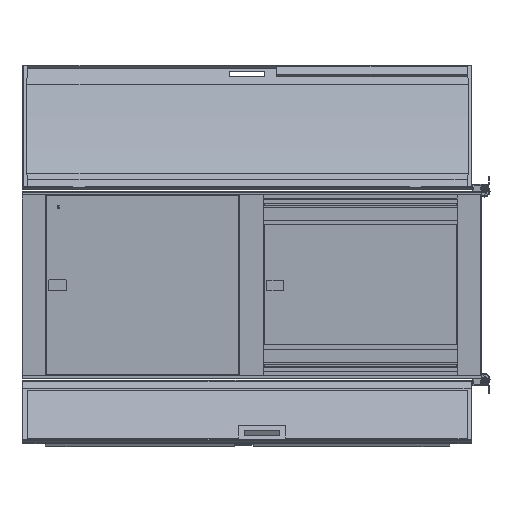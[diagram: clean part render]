
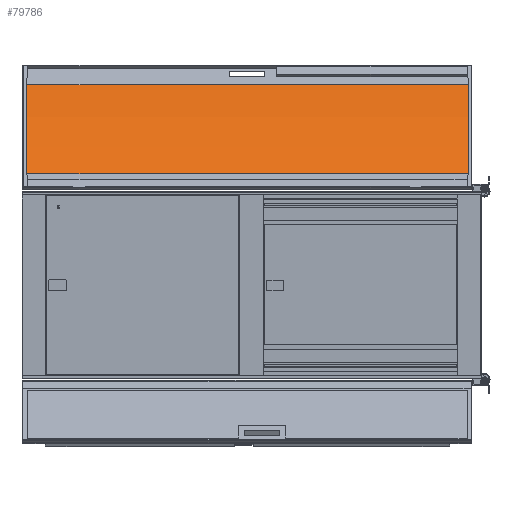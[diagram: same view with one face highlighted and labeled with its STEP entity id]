
A CAD part, left-side view. The second image highlights one B-rep face of the part: STEP entity #79786.
In plain terms, the highlighted cylindrical face has radius 1030.7 mm (diameter 2061.39 mm), a partial arc.
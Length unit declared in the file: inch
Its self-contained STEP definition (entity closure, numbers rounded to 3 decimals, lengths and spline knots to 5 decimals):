
#6197 = DIRECTION ( 'NONE',  ( 0., 1., 0. ) ) ;
#11046 = DIRECTION ( 'NONE',  ( 0., -1., 0. ) ) ;
#12374 = CIRCLE ( 'NONE', #82568, 40.57861 ) ;
#12701 = LINE ( 'NONE', #137423, #130644 ) ;
#18508 = VERTEX_POINT ( 'NONE', #31040 ) ;
#22808 = EDGE_CURVE ( 'NONE', #18508, #112518, #130160, .T. ) ;
#25545 = AXIS2_PLACEMENT_3D ( 'NONE', #148865, #99941, #114551 ) ;
#31040 = CARTESIAN_POINT ( 'NONE',  ( 8.60746, -37.6378, -0.05726 ) ) ;
#39994 = CARTESIAN_POINT ( 'NONE',  ( 0., -37.6378, -39.71247 ) ) ;
#41230 = EDGE_LOOP ( 'NONE', ( #113731, #138385, #91836, #138592 ) ) ;
#49275 = EDGE_CURVE ( 'NONE', #119030, #18508, #69087, .T. ) ;
#58588 = AXIS2_PLACEMENT_3D ( 'NONE', #39994, #115094, #78401 ) ;
#61272 = DIRECTION ( 'NONE',  ( 0., -1., 0. ) ) ;
#62679 = CARTESIAN_POINT ( 'NONE',  ( -8.60746, 37.6378, -0.05726 ) ) ;
#69087 = CIRCLE ( 'NONE', #58588, 40.57861 ) ;
#75496 = FACE_OUTER_BOUND ( 'NONE', #41230, .T. ) ;
#78401 = DIRECTION ( 'NONE',  ( 0., 0., -1. ) ) ;
#79786 = ADVANCED_FACE ( 'NONE', ( #75496 ), #127550, .F. ) ;
#82568 = AXIS2_PLACEMENT_3D ( 'NONE', #135496, #61272, #112680 ) ;
#91836 = ORIENTED_EDGE ( 'NONE', *, *, #22808, .F. ) ;
#99941 = DIRECTION ( 'NONE',  ( 0., -1., 0. ) ) ;
#109909 = CARTESIAN_POINT ( 'NONE',  ( 8.60746, 37.6378, -0.05726 ) ) ;
#110986 = VECTOR ( 'NONE', #6197, 39.37008 ) ;
#112518 = VERTEX_POINT ( 'NONE', #109909 ) ;
#112680 = DIRECTION ( 'NONE',  ( 0., 0., -1. ) ) ;
#113731 = ORIENTED_EDGE ( 'NONE', *, *, #132555, .F. ) ;
#114551 = DIRECTION ( 'NONE',  ( 0., 0., -1. ) ) ;
#115094 = DIRECTION ( 'NONE',  ( 0., 1., 0. ) ) ;
#117910 = CARTESIAN_POINT ( 'NONE',  ( 8.60746, 37.6378, -0.05726 ) ) ;
#119030 = VERTEX_POINT ( 'NONE', #151282 ) ;
#127550 = CYLINDRICAL_SURFACE ( 'NONE', #25545, 40.57861 ) ;
#129182 = VERTEX_POINT ( 'NONE', #62679 ) ;
#130160 = LINE ( 'NONE', #117910, #110986 ) ;
#130644 = VECTOR ( 'NONE', #11046, 39.37008 ) ;
#132555 = EDGE_CURVE ( 'NONE', #129182, #119030, #12701, .T. ) ;
#135496 = CARTESIAN_POINT ( 'NONE',  ( 0., 37.6378, -39.71247 ) ) ;
#137423 = CARTESIAN_POINT ( 'NONE',  ( -8.60746, 37.6378, -0.05726 ) ) ;
#138385 = ORIENTED_EDGE ( 'NONE', *, *, #158567, .F. ) ;
#138592 = ORIENTED_EDGE ( 'NONE', *, *, #49275, .F. ) ;
#148865 = CARTESIAN_POINT ( 'NONE',  ( 0., 37.6378, -39.71247 ) ) ;
#151282 = CARTESIAN_POINT ( 'NONE',  ( -8.60746, -37.6378, -0.05726 ) ) ;
#158567 = EDGE_CURVE ( 'NONE', #112518, #129182, #12374, .T. ) ;
